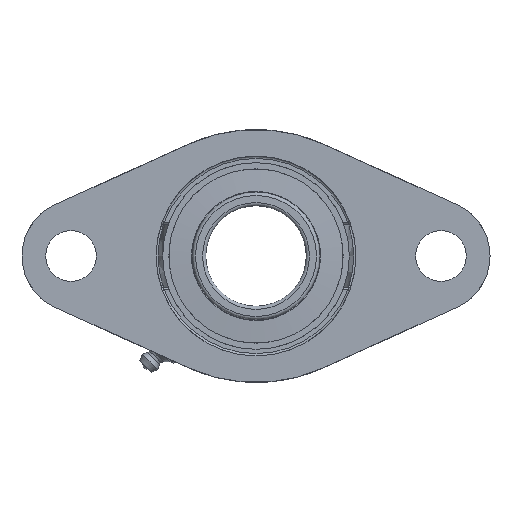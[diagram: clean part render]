
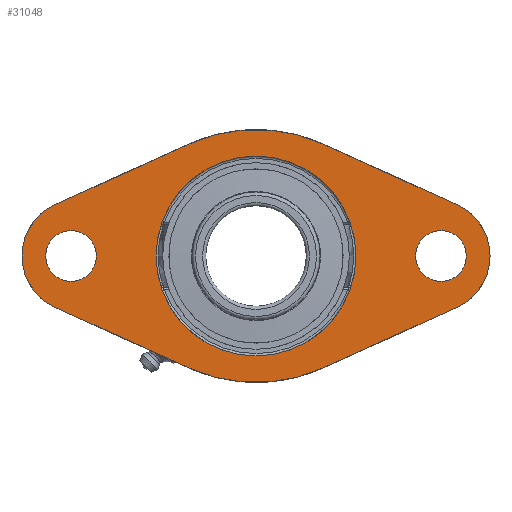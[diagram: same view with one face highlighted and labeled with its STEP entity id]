
A CAD part, front view. The second image highlights one B-rep face of the part: STEP entity #31048.
In plain terms, the highlighted face is planar.
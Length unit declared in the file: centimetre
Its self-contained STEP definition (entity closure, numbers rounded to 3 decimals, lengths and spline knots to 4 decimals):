
#24226=CARTESIAN_POINT('',(-2.1458,3.5348,0.));
#24227=VERTEX_POINT('',#24226);
#24234=CARTESIAN_POINT('',(-6.3583,1.6184,0.));
#24235=VERTEX_POINT('',#24234);
#24236=CARTESIAN_POINT('',(11234.6342,5115.6577,0.));
#24237=DIRECTION('',(-0.91,-0.414,0.));
#24238=VECTOR('',#24237,24690.);
#24239=LINE('',#24236,#24238);
#24240=EDGE_CURVE('',#24227,#24235,#24239,.T.);
#24261=CARTESIAN_POINT('',(2.1458,3.5348,0.));
#24262=VERTEX_POINT('',#24261);
#24269=CARTESIAN_POINT('',(0.,-1.1819,0.));
#24270=DIRECTION('',(0.,0.,1.));
#24271=DIRECTION('',(1.,0.,-0.));
#24272=AXIS2_PLACEMENT_3D('',#24269,#24270,#24271);
#24273=CIRCLE('',#24272,5.1819);
#24274=EDGE_CURVE('',#24262,#24227,#24273,.T.);
#27077=CARTESIAN_POINT('',(2.1458,-3.5348,0.));
#27078=VERTEX_POINT('',#27077);
#27085=CARTESIAN_POINT('',(6.3583,-1.6184,0.));
#27086=VERTEX_POINT('',#27085);
#27087=CARTESIAN_POINT('',(-11234.6342,-5115.6577,0.));
#27088=DIRECTION('',(0.91,0.414,0.));
#27089=VECTOR('',#27088,24690.);
#27090=LINE('',#27087,#27089);
#27091=EDGE_CURVE('',#27078,#27086,#27090,.T.);
#28684=CARTESIAN_POINT('',(6.3583,1.6184,0.));
#28685=VERTEX_POINT('',#28684);
#28686=CARTESIAN_POINT('',(5.622,-0.,0.));
#28687=DIRECTION('',(0.,0.,1.));
#28688=DIRECTION('',(1.,0.,-0.));
#28689=AXIS2_PLACEMENT_3D('',#28686,#28687,#28688);
#28690=CIRCLE('',#28689,1.778);
#28691=EDGE_CURVE('',#27086,#28685,#28690,.T.);
#30728=CARTESIAN_POINT('',(-0.,-3.1605,0.));
#30729=VERTEX_POINT('',#30728);
#30760=CARTESIAN_POINT('',(0.,3.1605,0.));
#30761=VERTEX_POINT('',#30760);
#30762=CARTESIAN_POINT('',(0.,0.,0.));
#30763=DIRECTION('',(0.,-0.,1.));
#30764=DIRECTION('',(0.,1.,0.));
#30765=AXIS2_PLACEMENT_3D('',#30762,#30763,#30764);
#30766=CIRCLE('',#30765,3.1605);
#30767=EDGE_CURVE('',#30761,#30729,#30766,.T.);
#30769=CARTESIAN_POINT('',(0.,0.,0.));
#30770=DIRECTION('',(0.,-0.,1.));
#30771=DIRECTION('',(0.,1.,0.));
#30772=AXIS2_PLACEMENT_3D('',#30769,#30770,#30771);
#30773=CIRCLE('',#30772,3.1605);
#30774=EDGE_CURVE('',#30729,#30761,#30773,.T.);
#30925=CARTESIAN_POINT('',(5.05,0.,0.));
#30926=VERTEX_POINT('',#30925);
#30935=CARTESIAN_POINT('',(5.85,0.,0.));
#30936=DIRECTION('',(0.,0.,1.));
#30937=DIRECTION('',(1.,0.,-0.));
#30938=AXIS2_PLACEMENT_3D('',#30935,#30936,#30937);
#30939=CIRCLE('',#30938,0.8);
#30940=EDGE_CURVE('',#30926,#30926,#30939,.T.);
#30967=CARTESIAN_POINT('',(-6.65,0.,0.));
#30968=VERTEX_POINT('',#30967);
#30975=CARTESIAN_POINT('',(-5.85,0.,0.));
#30976=DIRECTION('',(0.,0.,1.));
#30977=DIRECTION('',(1.,0.,-0.));
#30978=AXIS2_PLACEMENT_3D('',#30975,#30976,#30977);
#30979=CIRCLE('',#30978,0.8);
#30980=EDGE_CURVE('',#30968,#30968,#30979,.T.);
#30988=CARTESIAN_POINT('',(0.,-0.,0.));
#30989=DIRECTION('',(0.,0.,1.));
#30990=DIRECTION('',(1.,0.,0.));
#30991=AXIS2_PLACEMENT_3D('',#30988,#30989,#30990);
#30992=PLANE('',#30991);
#30993=ORIENTED_EDGE('',*,*,#30767,.T.);
#30994=ORIENTED_EDGE('',*,*,#30774,.T.);
#30995=EDGE_LOOP('',(#30993,#30994));
#30996=FACE_BOUND('',#30995,.T.);
#30997=ORIENTED_EDGE('',*,*,#24240,.F.);
#30998=ORIENTED_EDGE('',*,*,#24274,.F.);
#30999=CARTESIAN_POINT('',(11243.1383,-5110.5044,0.));
#31000=DIRECTION('',(-0.91,0.414,0.));
#31001=VECTOR('',#31000,24690.);
#31002=LINE('',#30999,#31001);
#31003=EDGE_CURVE('',#28685,#24262,#31002,.T.);
#31004=ORIENTED_EDGE('',*,*,#31003,.F.);
#31005=ORIENTED_EDGE('',*,*,#28691,.F.);
#31006=ORIENTED_EDGE('',*,*,#27091,.F.);
#31007=CARTESIAN_POINT('',(-2.1458,-3.5348,0.));
#31008=VERTEX_POINT('',#31007);
#31009=CARTESIAN_POINT('',(0.,1.1819,0.));
#31010=DIRECTION('',(0.,0.,1.));
#31011=DIRECTION('',(1.,0.,-0.));
#31012=AXIS2_PLACEMENT_3D('',#31009,#31010,#31011);
#31013=CIRCLE('',#31012,5.1819);
#31014=EDGE_CURVE('',#31008,#27078,#31013,.T.);
#31015=ORIENTED_EDGE('',*,*,#31014,.F.);
#31016=CARTESIAN_POINT('',(-6.3583,-1.6184,0.));
#31017=VERTEX_POINT('',#31016);
#31018=CARTESIAN_POINT('',(-11243.1383,5110.5044,0.));
#31019=DIRECTION('',(0.91,-0.414,0.));
#31020=VECTOR('',#31019,24690.);
#31021=LINE('',#31018,#31020);
#31022=EDGE_CURVE('',#31017,#31008,#31021,.T.);
#31023=ORIENTED_EDGE('',*,*,#31022,.F.);
#31024=CARTESIAN_POINT('',(-7.4,0.,0.));
#31025=VERTEX_POINT('',#31024);
#31026=CARTESIAN_POINT('',(-5.622,0.,0.));
#31027=DIRECTION('',(0.,0.,1.));
#31028=DIRECTION('',(1.,0.,-0.));
#31029=AXIS2_PLACEMENT_3D('',#31026,#31027,#31028);
#31030=CIRCLE('',#31029,1.778);
#31031=EDGE_CURVE('',#31025,#31017,#31030,.T.);
#31032=ORIENTED_EDGE('',*,*,#31031,.F.);
#31033=CARTESIAN_POINT('',(-5.622,0.,0.));
#31034=DIRECTION('',(0.,0.,1.));
#31035=DIRECTION('',(1.,0.,-0.));
#31036=AXIS2_PLACEMENT_3D('',#31033,#31034,#31035);
#31037=CIRCLE('',#31036,1.778);
#31038=EDGE_CURVE('',#24235,#31025,#31037,.T.);
#31039=ORIENTED_EDGE('',*,*,#31038,.F.);
#31040=EDGE_LOOP('',(#30997,#30998,#31004,#31005,#31006,#31015,#31023,#31032,#31039));
#31041=FACE_BOUND('',#31040,.T.);
#31042=ORIENTED_EDGE('',*,*,#30980,.T.);
#31043=EDGE_LOOP('',(#31042));
#31044=FACE_BOUND('',#31043,.T.);
#31045=ORIENTED_EDGE('',*,*,#30940,.T.);
#31046=EDGE_LOOP('',(#31045));
#31047=FACE_BOUND('',#31046,.T.);
#31048=ADVANCED_FACE('',(#30996,#31041,#31044,#31047),#30992,.F.);
